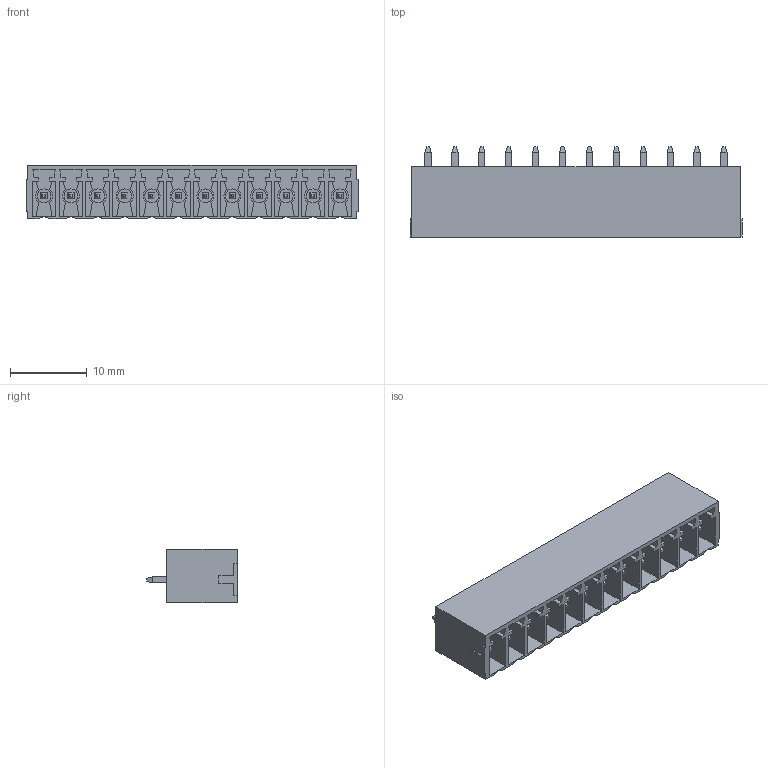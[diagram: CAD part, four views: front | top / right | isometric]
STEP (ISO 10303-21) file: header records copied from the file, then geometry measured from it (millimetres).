
FILE_DESCRIPTION(/* description */ ('Unknown'),/* implementation_level */ '2;1');
FILE_NAME(/* name */ '691701100012B',/* time_stamp */ '2023-12-13T16:42:44+01:00',/* author */ ('Unknown'),/* organization */ ('Unknown'),/* preprocessor_version */ 'ST-DEVELOPER v18.102',/* originating_system */ 'Solid Edge',/* authorisation */ 'Unknown');
FILE_SCHEMA (('MODEL_BASED_INTEGRATED_MANUFACTURING_SCHEMA','AUTOMOTIVE_DESIGN {1 0 10303 214 3 1 1}'));
Length unit declared in the file: millimetre
Products named in the file (3): 6917011000xxB; 691701100012B; 6917011000xxB_Pin
Assembly tree (13 placements, depth 2):
  6917011000xxB
    691701100012B
    6917011000xxB_Pin  x12
Bounding box: 43.2 x 11.8 x 7 mm (x, y, z)
Volume: 1333.9 mm3; surface area: 3890.4 mm2
Topology: 13 solids, 13 shells, 802 faces, 2232 edges, 1444 vertices
Faces by surface type: plane 742, cylinder 60
Full cylindrical faces by diameter (mm): 1.25 x12, 1.8 x12
Entity records: 21304 total; most frequent: CARTESIAN_POINT 3782, ORIENTED_EDGE 3752, DIRECTION 3356, EDGE_CURVE 1876, LINE 1720, VECTOR 1720, VERTEX_POINT 1244, AXIS2_PLACEMENT_3D 818
